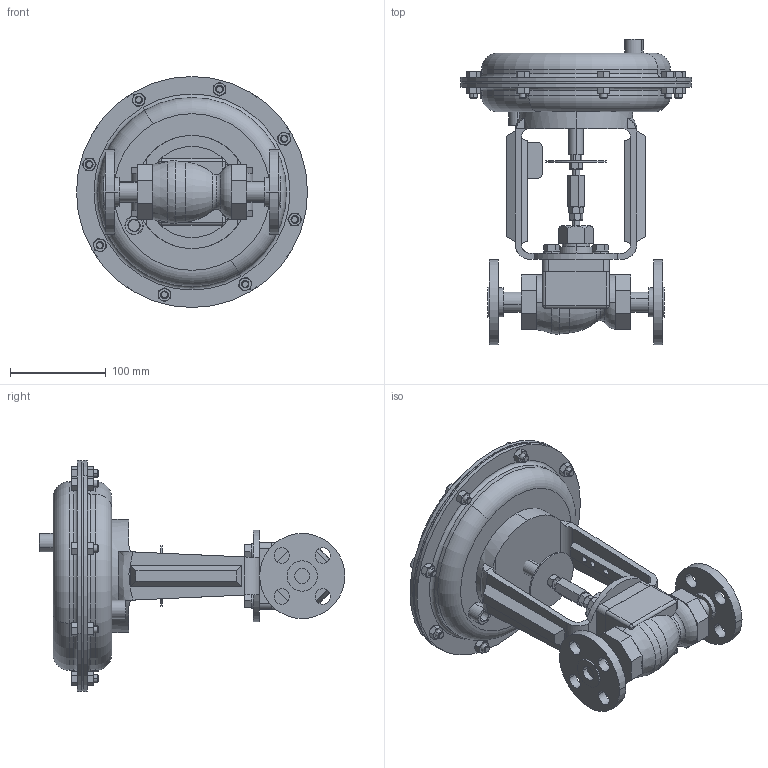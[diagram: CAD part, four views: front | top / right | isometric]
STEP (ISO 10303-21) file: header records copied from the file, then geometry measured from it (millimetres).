
FILE_DESCRIPTION (( 'STEP AP203' ), '1' );
FILE_NAME ('78-050-ALL-F5-35M.STEP', '2017-09-22T12:28:32', ( '' ), ( '' ), 'SwSTEP 2.0', 'SolidWorks 2014', '' );
FILE_SCHEMA (( 'CONFIG_CONTROL_DESIGN' ));
Length unit declared in the file: inch
Products named in the file (1): 78-050-ALL-F5-35M
Bounding box: 241.3 x 319.13 x 241.3 mm (x, y, z)
Volume: 3463293 mm3; surface area: 523543.9 mm2
Topology: 44 solids, 44 shells, 855 faces, 1864 edges, 1128 vertices
Faces by surface type: plane 359, cone 294, cylinder 165, torus 23, bspline 10, sphere 4
Entity records: 25409 total; most frequent: CARTESIAN_POINT 7383, ORIENTED_EDGE 3716, DIRECTION 3651, EDGE_CURVE 1858, AXIS2_PLACEMENT_3D 1469, VERTEX_POINT 1128, EDGE_LOOP 916, FACE_OUTER_BOUND 855
